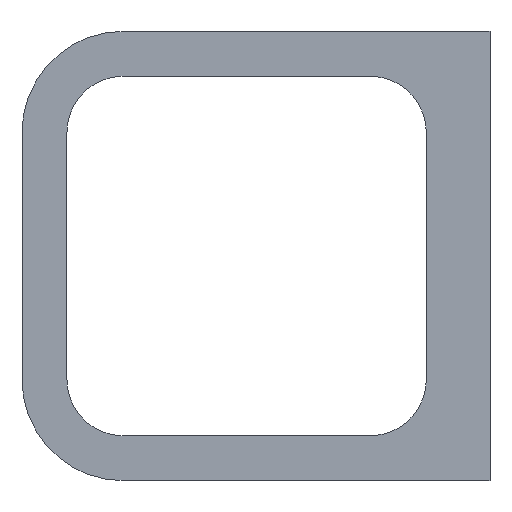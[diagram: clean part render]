
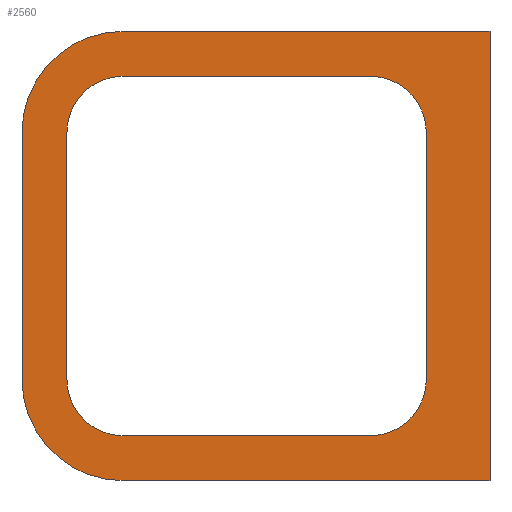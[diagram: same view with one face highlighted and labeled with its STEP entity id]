
A CAD part, left-side view. The second image highlights one B-rep face of the part: STEP entity #2560.
In plain terms, the highlighted planar face has unit normal (-1, 0, 0).
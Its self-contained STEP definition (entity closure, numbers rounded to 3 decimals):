
#1290=CARTESIAN_POINT('',(96.755,-47.284,
-25.749));
#1300=DIRECTION('',(1.,0.,0.));
#1310=DIRECTION('',(0.,1.,0.));
#1320=AXIS2_PLACEMENT_3D('',#1290,#1300,#1310);
#1330=PLANE('',#1320);
#1340=CARTESIAN_POINT('',(96.755,-28.42,-43.455))
;
#1350=DIRECTION('',(1.,0.,0.));
#1360=DIRECTION('',(0.,1.,0.));
#1370=AXIS2_PLACEMENT_3D('',#1340,#1350,#1360);
#1380=CIRCLE('',#1370,9.525);
#1390=CARTESIAN_POINT('',(96.755,-28.42,-52.98))
;
#1400=VERTEX_POINT('',#1390);
#1410=CARTESIAN_POINT('',(96.755,-18.895,-43.455))
;
#1420=VERTEX_POINT('',#1410);
#1430=EDGE_CURVE('',#1400,#1420,#1380,.T.);
#1440=ORIENTED_EDGE('',*,*,#1430,.T.);
#1450=CARTESIAN_POINT('',(96.755,-79.855,-52.98))
;
#1460=DIRECTION('',(0.,1.,0.));
#1470=VECTOR('',#1460,1.);
#1480=LINE('',#1450,#1470);
#1490=CARTESIAN_POINT('',(96.755,-70.33,-52.98))
;
#1500=VERTEX_POINT('',#1490);
#1510=EDGE_CURVE('',#1500,#1400,#1480,.T.);
#1520=ORIENTED_EDGE('',*,*,#1510,.T.);
#1530=CARTESIAN_POINT('',(96.755,-70.33,-43.455))
;
#1540=DIRECTION('',(-1.,0.,0.));
#1550=DIRECTION('',(0.,-1.,0.));
#1560=AXIS2_PLACEMENT_3D('',#1530,#1540,#1550);
#1570=CIRCLE('',#1560,9.525);
#1580=CARTESIAN_POINT('',(96.755,-79.855,-43.455))
;
#1590=VERTEX_POINT('',#1580);
#1600=EDGE_CURVE('',#1500,#1590,#1570,.T.);
#1610=ORIENTED_EDGE('',*,*,#1600,.F.);
#1620=CARTESIAN_POINT('',(96.755,-79.855,
7.98));
#1630=DIRECTION('',(0.,0.,-1.));
#1640=VECTOR('',#1630,1.);
#1650=LINE('',#1620,#1640);
#1660=CARTESIAN_POINT('',(96.755,-79.855,
-1.545));
#1670=VERTEX_POINT('',#1660);
#1680=EDGE_CURVE('',#1670,#1590,#1650,.T.);
#1690=ORIENTED_EDGE('',*,*,#1680,.T.);
#1700=CARTESIAN_POINT('',(96.755,-70.33,
-1.545));
#1710=DIRECTION('',(-1.,0.,0.));
#1720=DIRECTION('',(0.,-1.,0.));
#1730=AXIS2_PLACEMENT_3D('',#1700,#1710,#1720);
#1740=CIRCLE('',#1730,9.525);
#1750=CARTESIAN_POINT('',(96.755,-70.33,
7.98));
#1760=VERTEX_POINT('',#1750);
#1770=EDGE_CURVE('',#1670,#1760,#1740,.T.);
#1780=ORIENTED_EDGE('',*,*,#1770,.F.);
#1790=CARTESIAN_POINT('',(96.755,-18.895,
7.98));
#1800=DIRECTION('',(0.,-1.,0.));
#1810=VECTOR('',#1800,1.);
#1820=LINE('',#1790,#1810);
#1830=CARTESIAN_POINT('',(96.755,-28.42,
7.98));
#1840=VERTEX_POINT('',#1830);
#1850=EDGE_CURVE('',#1840,#1760,#1820,.T.);
#1860=ORIENTED_EDGE('',*,*,#1850,.T.);
#1870=CARTESIAN_POINT('',(96.755,-28.42,
-1.545));
#1880=DIRECTION('',(-1.,0.,0.));
#1890=DIRECTION('',(0.,-1.,0.));
#1900=AXIS2_PLACEMENT_3D('',#1870,#1880,#1890);
#1910=CIRCLE('',#1900,9.525);
#1920=CARTESIAN_POINT('',(96.755,-18.895,
-1.545));
#1930=VERTEX_POINT('',#1920);
#1940=EDGE_CURVE('',#1840,#1930,#1910,.T.);
#1950=ORIENTED_EDGE('',*,*,#1940,.F.);
#1960=CARTESIAN_POINT('',(96.755,-18.895,-52.98))
;
#1970=DIRECTION('',(0.,0.,1.));
#1980=VECTOR('',#1970,1.);
#1990=LINE('',#1960,#1980);
#2000=EDGE_CURVE('',#1420,#1930,#1990,.T.);
#2010=ORIENTED_EDGE('',*,*,#2000,.T.);
#2020=EDGE_LOOP('',(#2010,#1950,#1860,#1780,#1690,#1610,#1520,#1440));
#2030=FACE_BOUND('',#2020,.T.);
#2040=CARTESIAN_POINT('',(96.755,-28.42,-43.455))
;
#2050=DIRECTION('',(-1.,0.,0.));
#2060=DIRECTION('',(0.,-1.,0.));
#2070=AXIS2_PLACEMENT_3D('',#2040,#2050,#2060);
#2080=CIRCLE('',#2070,17.145);
#2090=CARTESIAN_POINT('',(96.755,-11.275,-43.455))
;
#2100=VERTEX_POINT('',#2090);
#2110=CARTESIAN_POINT('',(96.755,-28.42,-60.6))
;
#2120=VERTEX_POINT('',#2110);
#2130=EDGE_CURVE('',#2100,#2120,#2080,.T.);
#2140=ORIENTED_EDGE('',*,*,#2130,.T.);
#2150=CARTESIAN_POINT('',(96.755,-11.275,-60.6))
;
#2160=DIRECTION('',(0.,0.,1.));
#2170=VECTOR('',#2160,1.);
#2180=LINE('',#2150,#2170);
#2190=CARTESIAN_POINT('',(96.755,-11.275,-1.545));
#2200=VERTEX_POINT('',#2190);
#2210=EDGE_CURVE('',#2100,#2200,#2180,.T.);
#2220=ORIENTED_EDGE('',*,*,#2210,.F.);
#2230=CARTESIAN_POINT('',(96.755,-28.42,-1.545));
#2240=DIRECTION('',(1.,0.,0.));
#2250=DIRECTION('',(0.,1.,0.));
#2260=AXIS2_PLACEMENT_3D('',#2230,#2240,#2250);
#2270=CIRCLE('',#2260,17.145);
#2280=CARTESIAN_POINT('',(96.755,-28.42,15.6));
#2290=VERTEX_POINT('',#2280);
#2300=EDGE_CURVE('',#2200,#2290,#2270,.T.);
#2310=ORIENTED_EDGE('',*,*,#2300,.F.);
#2320=CARTESIAN_POINT('',(96.755,-11.275,15.6));
#2330=DIRECTION('',(0.,-1.,0.));
#2340=VECTOR('',#2330,1.);
#2350=LINE('',#2320,#2340);
#2360=CARTESIAN_POINT('',(96.755,-90.65,15.6));
#2370=VERTEX_POINT('',#2360);
#2380=EDGE_CURVE('',#2290,#2370,#2350,.T.);
#2390=ORIENTED_EDGE('',*,*,#2380,.F.);
#2400=CARTESIAN_POINT('',(96.755,-90.65,15.6));
#2410=DIRECTION('',(0.,0.,-1.));
#2420=VECTOR('',#2410,1.);
#2430=LINE('',#2400,#2420);
#2440=CARTESIAN_POINT('',(96.755,-90.65,-60.6))
;
#2450=VERTEX_POINT('',#2440);
#2460=EDGE_CURVE('',#2370,#2450,#2430,.T.);
#2470=ORIENTED_EDGE('',*,*,#2460,.F.);
#2480=CARTESIAN_POINT('',(96.755,-87.475,-60.6))
;
#2490=DIRECTION('',(0.,1.,0.));
#2500=VECTOR('',#2490,1.);
#2510=LINE('',#2480,#2500);
#2520=EDGE_CURVE('',#2450,#2120,#2510,.T.);
#2530=ORIENTED_EDGE('',*,*,#2520,.F.);
#2540=EDGE_LOOP('',(#2530,#2470,#2390,#2310,#2220,#2140));
#2550=FACE_OUTER_BOUND('',#2540,.T.);
#2560=ADVANCED_FACE('',(#2030,#2550),#1330,.F.);
